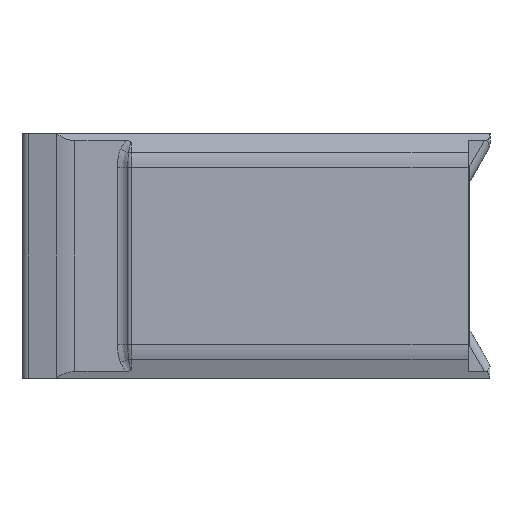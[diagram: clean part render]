
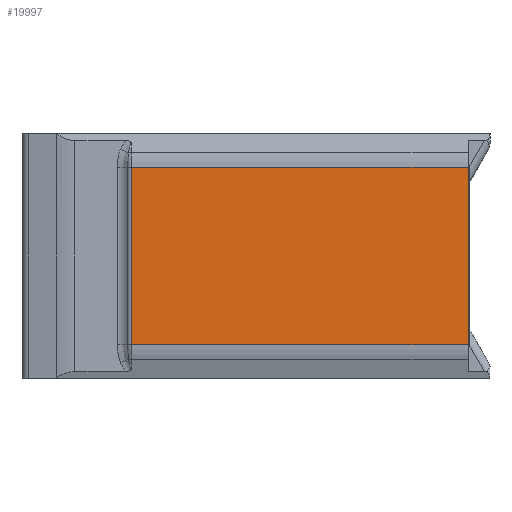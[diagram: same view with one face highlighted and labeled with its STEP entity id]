
A CAD part, front view. The second image highlights one B-rep face of the part: STEP entity #19997.
In plain terms, the highlighted planar face has unit normal (0, -1, 0).
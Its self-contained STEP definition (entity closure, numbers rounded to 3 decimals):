
#53 = ORIENTED_EDGE ( 'NONE', *, *, #2136, .T. ) ;
#910 = VECTOR ( 'NONE', #12141, 1000. ) ;
#1133 = LINE ( 'NONE', #14012, #12275 ) ;
#1229 = EDGE_CURVE ( 'NONE', #10917, #21117, #18280, .T. ) ;
#1356 = DIRECTION ( 'NONE',  ( 1., 0., 0. ) ) ;
#2136 = EDGE_CURVE ( 'NONE', #21117, #15138, #2306, .T. ) ;
#2306 = LINE ( 'NONE', #18826, #910 ) ;
#4234 = ORIENTED_EDGE ( 'NONE', *, *, #1229, .T. ) ;
#5255 = CARTESIAN_POINT ( 'NONE',  ( 25.5, -0.4, 1.941 ) ) ;
#5857 = ORIENTED_EDGE ( 'NONE', *, *, #15454, .T. ) ;
#6353 = AXIS2_PLACEMENT_3D ( 'NONE', #19451, #17832, #21189 ) ;
#7685 = DIRECTION ( 'NONE',  ( 0., 0., -1. ) ) ;
#7955 = PLANE ( 'NONE',  #6353 ) ;
#8167 = VECTOR ( 'NONE', #1356, 1000. ) ;
#9755 = ORIENTED_EDGE ( 'NONE', *, *, #14848, .T. ) ;
#10917 = VERTEX_POINT ( 'NONE', #5255 ) ;
#12141 = DIRECTION ( 'NONE',  ( -1., 0., 0. ) ) ;
#12275 = VECTOR ( 'NONE', #7685, 1000. ) ;
#12740 = CARTESIAN_POINT ( 'NONE',  ( 6.25, -0.4, 1.941 ) ) ;
#12966 = VECTOR ( 'NONE', #13125, 1000. ) ;
#13125 = DIRECTION ( 'NONE',  ( 0., 0., 1. ) ) ;
#13496 = CARTESIAN_POINT ( 'NONE',  ( 6.25, -0.4, 12.059 ) ) ;
#14012 = CARTESIAN_POINT ( 'NONE',  ( 6.25, -0.4, 0. ) ) ;
#14583 = FACE_OUTER_BOUND ( 'NONE', #18836, .T. ) ;
#14827 = CARTESIAN_POINT ( 'NONE',  ( 25.5, -0.4, 14. ) ) ;
#14848 = EDGE_CURVE ( 'NONE', #16826, #10917, #19070, .T. ) ;
#15138 = VERTEX_POINT ( 'NONE', #13496 ) ;
#15454 = EDGE_CURVE ( 'NONE', #15138, #16826, #1133, .T. ) ;
#16826 = VERTEX_POINT ( 'NONE', #12740 ) ;
#17832 = DIRECTION ( 'NONE',  ( 0., 1., 0. ) ) ;
#17864 = CARTESIAN_POINT ( 'NONE',  ( 25.5, -0.4, 12.059 ) ) ;
#18280 = LINE ( 'NONE', #14827, #12966 ) ;
#18826 = CARTESIAN_POINT ( 'NONE',  ( 6., -0.4, 12.059 ) ) ;
#18836 = EDGE_LOOP ( 'NONE', ( #53, #5857, #9755, #4234 ) ) ;
#19070 = LINE ( 'NONE', #20796, #8167 ) ;
#19451 = CARTESIAN_POINT ( 'NONE',  ( 0., -0.4, 0. ) ) ;
#19997 = ADVANCED_FACE ( 'NONE', ( #14583 ), #7955, .F. ) ;
#20796 = CARTESIAN_POINT ( 'NONE',  ( 25.5, -0.4, 1.941 ) ) ;
#21117 = VERTEX_POINT ( 'NONE', #17864 ) ;
#21189 = DIRECTION ( 'NONE',  ( 0., 0., 1. ) ) ;
